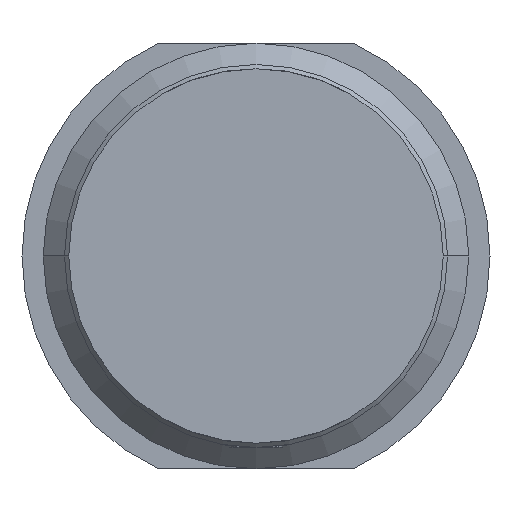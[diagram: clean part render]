
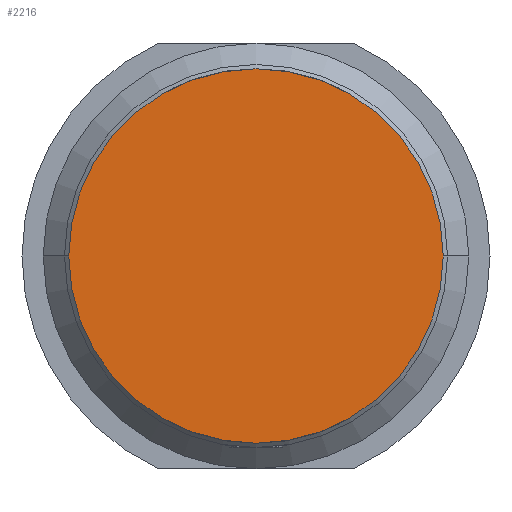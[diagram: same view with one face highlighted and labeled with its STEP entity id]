
A CAD part, front view. The second image highlights one B-rep face of the part: STEP entity #2216.
In plain terms, the highlighted planar face has unit normal (0, -1, 0).
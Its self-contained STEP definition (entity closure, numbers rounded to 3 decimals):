
#171 = VERTEX_POINT ( 'NONE', #1876 ) ;
#173 = DIRECTION ( 'NONE',  ( 1., 0., 0. ) ) ;
#845 = DIRECTION ( 'NONE',  ( -1., 0., 0. ) ) ;
#1003 = CARTESIAN_POINT ( 'NONE',  ( 0., 0., -1.9 ) ) ;
#1014 = PLANE ( 'NONE',  #2692 ) ;
#1404 = ORIENTED_EDGE ( 'NONE', *, *, #1696, .T. ) ;
#1658 = CARTESIAN_POINT ( 'NONE',  ( 0., 0., 0. ) ) ;
#1696 = EDGE_CURVE ( 'Defeature ausgef�hrt2_12+Defeature ausgef�hrt2_19+Defeature ausgef�hrt2_19+Defeature ausgef�hrt2_19', #3037, #171, #2764, .T. ) ;
#1876 = CARTESIAN_POINT ( 'NONE',  ( 2.2, 0., 0. ) ) ;
#2170 = AXIS2_PLACEMENT_3D ( 'NONE', #1658, #2554, #845 ) ;
#2216 = ADVANCED_FACE ( 'Defeature ausgef�hrt2_12', ( #2744 ), #1014, .F. ) ;
#2276 = DIRECTION ( 'NONE',  ( -1., 0., 0. ) ) ;
#2288 = CARTESIAN_POINT ( 'NONE',  ( 0., 0., 0. ) ) ;
#2318 = ORIENTED_EDGE ( 'NONE', *, *, #2908, .T. ) ;
#2554 = DIRECTION ( 'NONE',  ( 0., -1., 0. ) ) ;
#2589 = DIRECTION ( 'NONE',  ( 0., -1., 0. ) ) ;
#2692 = AXIS2_PLACEMENT_3D ( 'NONE', #1003, #3365, #173 ) ;
#2744 = FACE_OUTER_BOUND ( 'NONE', #3699, .T. ) ;
#2764 = CIRCLE ( 'NONE', #3424, 2.2 ) ;
#2908 = EDGE_CURVE ( 'Defeature ausgef�hrt2_12+Defeature ausgef�hrt2_19+Defeature ausgef�hrt2_19+Defeature ausgef�hrt2_19', #171, #3037, #3794, .T. ) ;
#3037 = VERTEX_POINT ( 'NONE', #3228 ) ;
#3228 = CARTESIAN_POINT ( 'NONE',  ( -2.2, 0., 0. ) ) ;
#3365 = DIRECTION ( 'NONE',  ( 0., 1., 0. ) ) ;
#3424 = AXIS2_PLACEMENT_3D ( 'NONE', #2288, #2589, #2276 ) ;
#3699 = EDGE_LOOP ( 'NONE', ( #1404, #2318 ) ) ;
#3794 = CIRCLE ( 'NONE', #2170, 2.2 ) ;
